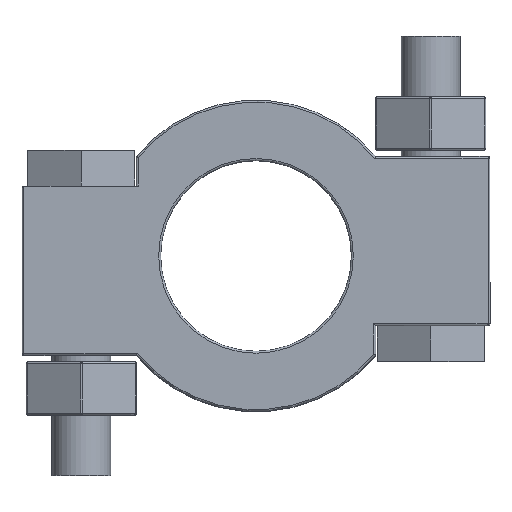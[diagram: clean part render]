
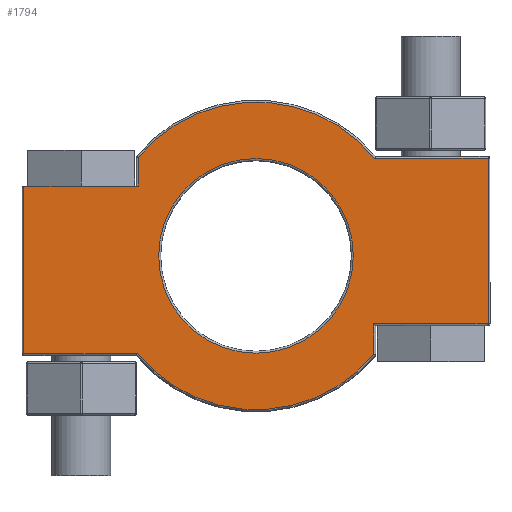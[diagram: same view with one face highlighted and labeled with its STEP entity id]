
A CAD part, top view. The second image highlights one B-rep face of the part: STEP entity #1794.
In plain terms, the highlighted planar face has unit normal (0, 0, 1).
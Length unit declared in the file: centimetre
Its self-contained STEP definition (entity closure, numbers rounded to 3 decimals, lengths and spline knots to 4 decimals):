
#1525=CARTESIAN_POINT('',(-2.3422,0.7049,1.557));
#1526=VERTEX_POINT('',#1525);
#1535=CARTESIAN_POINT('',(-1.1905,0.7049,1.557));
#1536=VERTEX_POINT('',#1535);
#1537=CARTESIAN_POINT('',(-2.3422,0.7049,1.557));
#1538=DIRECTION('',(1.0,0.0,0.0));
#1539=VECTOR('',#1538,1.1517);
#1540=LINE('',#1537,#1539);
#1541=EDGE_CURVE('',#1526,#1536,#1540,.T.);
#1679=CARTESIAN_POINT('',(0.9827,0.,1.557));
#1680=VERTEX_POINT('',#1679);
#1681=CARTESIAN_POINT('',(0.0,0.0,1.557));
#1682=DIRECTION('',(0.0,0.0,1.0));
#1683=DIRECTION('',(-1.0,0.0,0.0));
#1684=AXIS2_PLACEMENT_3D('',#1681,#1682,#1683);
#1685=CIRCLE('',#1684,0.9827);
#1686=EDGE_CURVE('',#1680,#1680,#1685,.T.);
#1711=CARTESIAN_POINT('',(0.0,0.,1.557));
#1712=DIRECTION('',(0.0,0.0,1.0));
#1713=DIRECTION('',(1.0,0.0,0.0));
#1714=AXIS2_PLACEMENT_3D('',#1711,#1712,#1713);
#1715=PLANE('',#1714);
#1716=ORIENTED_EDGE('',*,*,#1541,.F.);
#1717=CARTESIAN_POINT('',(-2.3422,-0.9833,1.557));
#1718=VERTEX_POINT('',#1717);
#1719=CARTESIAN_POINT('',(-2.3422,-0.9833,1.557));
#1720=DIRECTION('',(0.0,1.0,0.0));
#1721=VECTOR('',#1720,1.6882);
#1722=LINE('',#1719,#1721);
#1723=EDGE_CURVE('',#1718,#1526,#1722,.T.);
#1724=ORIENTED_EDGE('',*,*,#1723,.F.);
#1725=CARTESIAN_POINT('',(-1.2011,-0.9833,1.557));
#1726=VERTEX_POINT('',#1725);
#1727=CARTESIAN_POINT('',(-1.2011,-0.9833,1.557));
#1728=DIRECTION('',(-1.0,0.0,0.0));
#1729=VECTOR('',#1728,1.1411);
#1730=LINE('',#1727,#1729);
#1731=EDGE_CURVE('',#1726,#1718,#1730,.T.);
#1732=ORIENTED_EDGE('',*,*,#1731,.F.);
#1733=CARTESIAN_POINT('',(1.1905,-0.9961,1.557));
#1734=VERTEX_POINT('',#1733);
#1735=CARTESIAN_POINT('',(0.0,0.0,1.557));
#1736=DIRECTION('',(0.0,0.0,-1.0));
#1737=DIRECTION('',(0.0,-1.0,0.0));
#1738=AXIS2_PLACEMENT_3D('',#1735,#1736,#1737);
#1739=CIRCLE('',#1738,1.5523);
#1740=EDGE_CURVE('',#1734,#1726,#1739,.T.);
#1741=ORIENTED_EDGE('',*,*,#1740,.F.);
#1742=CARTESIAN_POINT('',(1.1905,-0.6849,1.557));
#1743=VERTEX_POINT('',#1742);
#1744=CARTESIAN_POINT('',(1.1905,-0.6849,1.557));
#1745=DIRECTION('',(0.0,-1.0,0.0));
#1746=VECTOR('',#1745,0.3112);
#1747=LINE('',#1744,#1746);
#1748=EDGE_CURVE('',#1743,#1734,#1747,.T.);
#1749=ORIENTED_EDGE('',*,*,#1748,.F.);
#1750=CARTESIAN_POINT('',(2.3422,-0.6849,1.557));
#1751=VERTEX_POINT('',#1750);
#1752=CARTESIAN_POINT('',(2.3422,-0.6849,1.557));
#1753=DIRECTION('',(-1.0,0.0,0.0));
#1754=VECTOR('',#1753,1.1517);
#1755=LINE('',#1752,#1754);
#1756=EDGE_CURVE('',#1751,#1743,#1755,.T.);
#1757=ORIENTED_EDGE('',*,*,#1756,.F.);
#1758=CARTESIAN_POINT('',(2.3422,0.9833,1.557));
#1759=VERTEX_POINT('',#1758);
#1760=CARTESIAN_POINT('',(2.3422,0.9833,1.557));
#1761=DIRECTION('',(0.0,-1.0,0.0));
#1762=VECTOR('',#1761,1.6682);
#1763=LINE('',#1760,#1762);
#1764=EDGE_CURVE('',#1759,#1751,#1763,.T.);
#1765=ORIENTED_EDGE('',*,*,#1764,.F.);
#1766=CARTESIAN_POINT('',(1.2011,0.9833,1.557));
#1767=VERTEX_POINT('',#1766);
#1768=CARTESIAN_POINT('',(1.2011,0.9833,1.557));
#1769=DIRECTION('',(1.0,0.0,0.0));
#1770=VECTOR('',#1769,1.1411);
#1771=LINE('',#1768,#1770);
#1772=EDGE_CURVE('',#1767,#1759,#1771,.T.);
#1773=ORIENTED_EDGE('',*,*,#1772,.F.);
#1774=CARTESIAN_POINT('',(-1.1905,0.9961,1.557));
#1775=VERTEX_POINT('',#1774);
#1776=CARTESIAN_POINT('',(0.0,0.0,1.557));
#1777=DIRECTION('',(0.0,0.0,-1.0));
#1778=DIRECTION('',(0.0,1.0,0.0));
#1779=AXIS2_PLACEMENT_3D('',#1776,#1777,#1778);
#1780=CIRCLE('',#1779,1.5523);
#1781=EDGE_CURVE('',#1775,#1767,#1780,.T.);
#1782=ORIENTED_EDGE('',*,*,#1781,.F.);
#1783=CARTESIAN_POINT('',(-1.1905,0.7049,1.557));
#1784=DIRECTION('',(0.0,1.0,0.0));
#1785=VECTOR('',#1784,0.2912);
#1786=LINE('',#1783,#1785);
#1787=EDGE_CURVE('',#1536,#1775,#1786,.T.);
#1788=ORIENTED_EDGE('',*,*,#1787,.F.);
#1789=EDGE_LOOP('',(#1716,#1724,#1732,#1741,#1749,#1757,#1765,#1773,#1782,#1788));
#1790=FACE_OUTER_BOUND('',#1789,.T.);
#1791=ORIENTED_EDGE('',*,*,#1686,.F.);
#1792=EDGE_LOOP('',(#1791));
#1793=FACE_BOUND('',#1792,.T.);
#1794=ADVANCED_FACE('',(#1790,#1793),#1715,.T.);
